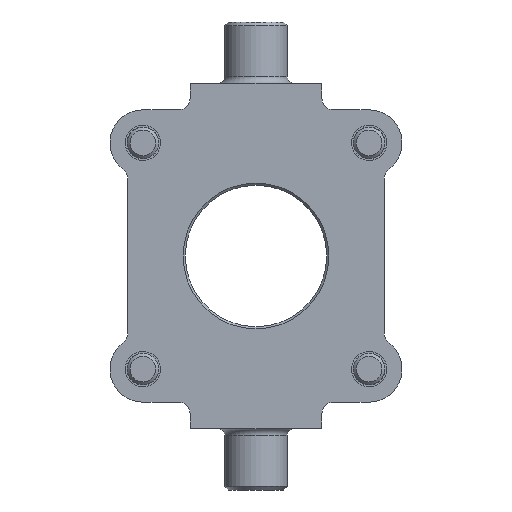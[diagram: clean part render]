
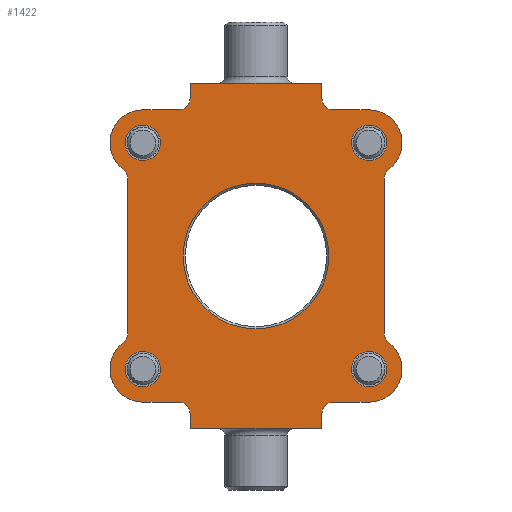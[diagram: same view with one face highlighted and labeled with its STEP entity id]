
A CAD part, front view. The second image highlights one B-rep face of the part: STEP entity #1422.
In plain terms, the highlighted planar face has unit normal (0, -1, 0).
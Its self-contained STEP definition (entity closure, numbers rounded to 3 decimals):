
#82=PLANE('',#1584);
#118=CIRCLE('',#1532,3.72);
#120=CIRCLE('',#1536,10.5);
#122=CIRCLE('',#1539,4.65);
#124=CIRCLE('',#1543,4.65);
#126=CIRCLE('',#1546,10.5);
#128=CIRCLE('',#1550,3.72);
#132=CIRCLE('',#1558,3.72);
#133=CIRCLE('',#1561,10.5);
#134=CIRCLE('',#1563,4.65);
#135=CIRCLE('',#1566,4.65);
#136=CIRCLE('',#1568,10.5);
#137=CIRCLE('',#1571,5.65);
#139=CIRCLE('',#1574,5.65);
#140=CIRCLE('',#1576,5.65);
#142=CIRCLE('',#1579,5.65);
#143=CIRCLE('',#1581,3.72);
#145=CIRCLE('',#1585,23.2);
#383=ORIENTED_EDGE('',*,*,#709,.F.);
#384=ORIENTED_EDGE('',*,*,#706,.T.);
#385=ORIENTED_EDGE('',*,*,#704,.T.);
#386=ORIENTED_EDGE('',*,*,#703,.T.);
#387=ORIENTED_EDGE('',*,*,#701,.T.);
#388=ORIENTED_EDGE('',*,*,#635,.F.);
#389=ORIENTED_EDGE('',*,*,#710,.F.);
#390=ORIENTED_EDGE('',*,*,#629,.F.);
#391=ORIENTED_EDGE('',*,*,#707,.T.);
#392=ORIENTED_EDGE('',*,*,#699,.F.);
#393=ORIENTED_EDGE('',*,*,#697,.F.);
#394=ORIENTED_EDGE('',*,*,#695,.T.);
#395=ORIENTED_EDGE('',*,*,#693,.F.);
#396=ORIENTED_EDGE('',*,*,#691,.T.);
#397=ORIENTED_EDGE('',*,*,#689,.F.);
#398=ORIENTED_EDGE('',*,*,#687,.F.);
#399=ORIENTED_EDGE('',*,*,#685,.T.);
#400=ORIENTED_EDGE('',*,*,#684,.F.);
#401=ORIENTED_EDGE('',*,*,#711,.F.);
#402=ORIENTED_EDGE('',*,*,#675,.F.);
#403=ORIENTED_EDGE('',*,*,#712,.F.);
#404=ORIENTED_EDGE('',*,*,#671,.F.);
#405=ORIENTED_EDGE('',*,*,#668,.T.);
#406=ORIENTED_EDGE('',*,*,#665,.F.);
#407=ORIENTED_EDGE('',*,*,#662,.F.);
#408=ORIENTED_EDGE('',*,*,#659,.T.);
#409=ORIENTED_EDGE('',*,*,#656,.F.);
#410=ORIENTED_EDGE('',*,*,#653,.T.);
#411=ORIENTED_EDGE('',*,*,#650,.F.);
#412=ORIENTED_EDGE('',*,*,#647,.F.);
#413=ORIENTED_EDGE('',*,*,#644,.T.);
#414=ORIENTED_EDGE('',*,*,#643,.F.);
#415=ORIENTED_EDGE('',*,*,#713,.F.);
#629=EDGE_CURVE('',#819,#820,#929,.T.);
#635=EDGE_CURVE('',#822,#823,#934,.T.);
#643=EDGE_CURVE('',#829,#826,#941,.T.);
#644=EDGE_CURVE('',#830,#826,#118,.T.);
#647=EDGE_CURVE('',#830,#832,#943,.T.);
#650=EDGE_CURVE('',#832,#834,#120,.T.);
#653=EDGE_CURVE('',#836,#834,#122,.T.);
#656=EDGE_CURVE('',#836,#838,#948,.T.);
#659=EDGE_CURVE('',#840,#838,#124,.T.);
#662=EDGE_CURVE('',#840,#842,#126,.T.);
#665=EDGE_CURVE('',#842,#844,#953,.T.);
#668=EDGE_CURVE('',#846,#844,#128,.T.);
#671=EDGE_CURVE('',#846,#847,#957,.T.);
#675=EDGE_CURVE('',#849,#850,#960,.T.);
#684=EDGE_CURVE('',#856,#853,#968,.T.);
#685=EDGE_CURVE('',#857,#853,#132,.T.);
#687=EDGE_CURVE('',#857,#858,#970,.T.);
#689=EDGE_CURVE('',#858,#859,#133,.T.);
#691=EDGE_CURVE('',#860,#859,#134,.T.);
#693=EDGE_CURVE('',#860,#861,#974,.T.);
#695=EDGE_CURVE('',#862,#861,#135,.T.);
#697=EDGE_CURVE('',#862,#863,#136,.T.);
#699=EDGE_CURVE('',#863,#864,#978,.T.);
#701=EDGE_CURVE('',#865,#865,#137,.T.);
#703=EDGE_CURVE('',#867,#867,#139,.T.);
#704=EDGE_CURVE('',#868,#868,#140,.T.);
#706=EDGE_CURVE('',#870,#870,#142,.T.);
#707=EDGE_CURVE('',#819,#864,#143,.T.);
#709=EDGE_CURVE('',#871,#871,#145,.T.);
#710=EDGE_CURVE('',#820,#822,#980,.T.);
#711=EDGE_CURVE('',#850,#856,#981,.T.);
#712=EDGE_CURVE('',#847,#849,#982,.T.);
#713=EDGE_CURVE('',#823,#829,#983,.T.);
#819=VERTEX_POINT('',#2268);
#820=VERTEX_POINT('',#2269);
#822=VERTEX_POINT('',#2277);
#823=VERTEX_POINT('',#2279);
#826=VERTEX_POINT('',#2287);
#829=VERTEX_POINT('',#2293);
#830=VERTEX_POINT('',#2297);
#832=VERTEX_POINT('',#2303);
#834=VERTEX_POINT('',#2309);
#836=VERTEX_POINT('',#2315);
#838=VERTEX_POINT('',#2321);
#840=VERTEX_POINT('',#2327);
#842=VERTEX_POINT('',#2333);
#844=VERTEX_POINT('',#2339);
#846=VERTEX_POINT('',#2345);
#847=VERTEX_POINT('',#2350);
#849=VERTEX_POINT('',#2357);
#850=VERTEX_POINT('',#2358);
#853=VERTEX_POINT('',#2367);
#856=VERTEX_POINT('',#2373);
#857=VERTEX_POINT('',#2377);
#858=VERTEX_POINT('',#2381);
#859=VERTEX_POINT('',#2385);
#860=VERTEX_POINT('',#2389);
#861=VERTEX_POINT('',#2393);
#862=VERTEX_POINT('',#2397);
#863=VERTEX_POINT('',#2401);
#864=VERTEX_POINT('',#2405);
#865=VERTEX_POINT('',#2409);
#867=VERTEX_POINT('',#2414);
#868=VERTEX_POINT('',#2417);
#870=VERTEX_POINT('',#2422);
#871=VERTEX_POINT('',#2429);
#929=LINE('',#2267,#1019);
#934=LINE('',#2278,#1024);
#941=LINE('',#2294,#1031);
#943=LINE('',#2302,#1033);
#948=LINE('',#2320,#1038);
#953=LINE('',#2338,#1043);
#957=LINE('',#2349,#1047);
#960=LINE('',#2356,#1050);
#968=LINE('',#2374,#1058);
#970=LINE('',#2380,#1060);
#974=LINE('',#2392,#1064);
#978=LINE('',#2404,#1068);
#980=LINE('',#2430,#1070);
#981=LINE('',#2431,#1071);
#982=LINE('',#2432,#1072);
#983=LINE('',#2433,#1073);
#1019=VECTOR('',#1747,1000.);
#1024=VECTOR('',#1756,1000.);
#1031=VECTOR('',#1767,1000.);
#1033=VECTOR('',#1777,1000.);
#1038=VECTOR('',#1796,1000.);
#1043=VECTOR('',#1815,1000.);
#1047=VECTOR('',#1827,1000.);
#1050=VECTOR('',#1834,1000.);
#1058=VECTOR('',#1846,1000.);
#1060=VECTOR('',#1854,1000.);
#1064=VECTOR('',#1868,1000.);
#1068=VECTOR('',#1882,1000.);
#1070=VECTOR('',#1916,1000.);
#1071=VECTOR('',#1917,1000.);
#1072=VECTOR('',#1918,1000.);
#1073=VECTOR('',#1919,1000.);
#1140=EDGE_LOOP('',(#383));
#1141=EDGE_LOOP('',(#384));
#1142=EDGE_LOOP('',(#385));
#1143=EDGE_LOOP('',(#386));
#1144=EDGE_LOOP('',(#387));
#1145=EDGE_LOOP('',(#388,#389,#390,#391,#392,#393,#394,#395,#396,#397,#398,
#399,#400,#401,#402,#403,#404,#405,#406,#407,#408,#409,#410,#411,#412,#413,
#414,#415));
#1270=FACE_BOUND('',#1140,.T.);
#1271=FACE_BOUND('',#1141,.T.);
#1272=FACE_BOUND('',#1142,.T.);
#1273=FACE_BOUND('',#1143,.T.);
#1274=FACE_BOUND('',#1144,.T.);
#1275=FACE_BOUND('',#1145,.T.);
#1422=ADVANCED_FACE('',(#1270,#1271,#1272,#1273,#1274,#1275),#82,.F.);
#1532=AXIS2_PLACEMENT_3D('',#2296,#1770,#1771);
#1536=AXIS2_PLACEMENT_3D('',#2308,#1782,#1783);
#1539=AXIS2_PLACEMENT_3D('',#2314,#1789,#1790);
#1543=AXIS2_PLACEMENT_3D('',#2326,#1801,#1802);
#1546=AXIS2_PLACEMENT_3D('',#2332,#1808,#1809);
#1550=AXIS2_PLACEMENT_3D('',#2344,#1820,#1821);
#1558=AXIS2_PLACEMENT_3D('',#2376,#1849,#1850);
#1561=AXIS2_PLACEMENT_3D('',#2384,#1858,#1859);
#1563=AXIS2_PLACEMENT_3D('',#2388,#1863,#1864);
#1566=AXIS2_PLACEMENT_3D('',#2396,#1872,#1873);
#1568=AXIS2_PLACEMENT_3D('',#2400,#1877,#1878);
#1571=AXIS2_PLACEMENT_3D('',#2408,#1886,#1887);
#1574=AXIS2_PLACEMENT_3D('',#2413,#1892,#1893);
#1576=AXIS2_PLACEMENT_3D('',#2416,#1896,#1897);
#1579=AXIS2_PLACEMENT_3D('',#2421,#1902,#1903);
#1581=AXIS2_PLACEMENT_3D('',#2424,#1906,#1907);
#1584=AXIS2_PLACEMENT_3D('',#2427,#1912,#1913);
#1585=AXIS2_PLACEMENT_3D('',#2428,#1914,#1915);
#1747=DIRECTION('',(-1.,0.,0.));
#1756=DIRECTION('',(0.,0.,1.));
#1767=DIRECTION('',(1.,0.,0.));
#1770=DIRECTION('',(0.,1.,0.));
#1771=DIRECTION('',(1.,0.,0.));
#1777=DIRECTION('',(0.,0.,1.));
#1782=DIRECTION('',(0.,1.,0.));
#1783=DIRECTION('',(1.,0.,0.));
#1789=DIRECTION('',(0.,1.,0.));
#1790=DIRECTION('',(1.,0.,0.));
#1796=DIRECTION('',(1.,0.,0.));
#1801=DIRECTION('',(0.,1.,0.));
#1802=DIRECTION('',(1.,0.,0.));
#1808=DIRECTION('',(0.,1.,0.));
#1809=DIRECTION('',(1.,0.,0.));
#1815=DIRECTION('',(0.,0.,-1.));
#1820=DIRECTION('',(0.,1.,0.));
#1821=DIRECTION('',(1.,0.,0.));
#1827=DIRECTION('',(1.,0.,0.));
#1834=DIRECTION('',(0.,0.,-1.));
#1846=DIRECTION('',(-1.,0.,0.));
#1849=DIRECTION('',(0.,1.,0.));
#1850=DIRECTION('',(1.,0.,0.));
#1854=DIRECTION('',(0.,0.,-1.));
#1858=DIRECTION('',(0.,1.,0.));
#1859=DIRECTION('',(1.,0.,0.));
#1863=DIRECTION('',(0.,1.,0.));
#1864=DIRECTION('',(1.,0.,0.));
#1868=DIRECTION('',(-1.,0.,0.));
#1872=DIRECTION('',(0.,1.,0.));
#1873=DIRECTION('',(1.,0.,0.));
#1877=DIRECTION('',(0.,1.,0.));
#1878=DIRECTION('',(1.,0.,0.));
#1882=DIRECTION('',(0.,0.,1.));
#1886=DIRECTION('',(0.,1.,0.));
#1887=DIRECTION('',(1.,0.,0.));
#1892=DIRECTION('',(0.,1.,0.));
#1893=DIRECTION('',(1.,0.,0.));
#1896=DIRECTION('',(0.,1.,0.));
#1897=DIRECTION('',(1.,0.,0.));
#1902=DIRECTION('',(0.,1.,0.));
#1903=DIRECTION('',(1.,0.,0.));
#1906=DIRECTION('',(0.,1.,0.));
#1907=DIRECTION('',(1.,0.,0.));
#1912=DIRECTION('',(0.,1.,0.));
#1913=DIRECTION('',(0.,0.,1.));
#1914=DIRECTION('',(0.,-1.,0.));
#1915=DIRECTION('',(0.,0.,-1.));
#1916=DIRECTION('',(-0.707,0.,0.707));
#1917=DIRECTION('',(-0.707,0.,-0.707));
#1918=DIRECTION('',(0.707,0.,-0.707));
#1919=DIRECTION('',(0.707,0.,0.707));
#2267=CARTESIAN_POINT('',(-50.22,0.,-21.));
#2268=CARTESIAN_POINT('',(-50.22,0.,-21.));
#2269=CARTESIAN_POINT('',(-54.8,0.,-21.));
#2277=CARTESIAN_POINT('',(-55.,0.,-20.8));
#2278=CARTESIAN_POINT('',(-55.,0.,-21.));
#2279=CARTESIAN_POINT('',(-55.,0.,20.8));
#2287=CARTESIAN_POINT('',(-50.22,0.,21.));
#2293=CARTESIAN_POINT('',(-54.8,0.,21.));
#2294=CARTESIAN_POINT('',(-55.,0.,21.));
#2296=CARTESIAN_POINT('',(-50.22,0.,24.72));
#2297=CARTESIAN_POINT('',(-46.5,0.,24.72));
#2302=CARTESIAN_POINT('',(-46.5,0.,24.72));
#2303=CARTESIAN_POINT('',(-46.5,0.,36.));
#2308=CARTESIAN_POINT('',(-36.,0.,36.));
#2309=CARTESIAN_POINT('',(-27.766,0.,42.515));
#2314=CARTESIAN_POINT('',(-24.119,0.,45.4));
#2315=CARTESIAN_POINT('',(-24.119,0.,40.75));
#2320=CARTESIAN_POINT('',(-24.119,0.,40.75));
#2321=CARTESIAN_POINT('',(24.119,0.,40.75));
#2326=CARTESIAN_POINT('',(24.119,0.,45.4));
#2327=CARTESIAN_POINT('',(27.766,0.,42.515));
#2332=CARTESIAN_POINT('',(36.,0.,36.));
#2333=CARTESIAN_POINT('',(46.5,0.,36.));
#2338=CARTESIAN_POINT('',(46.5,0.,36.));
#2339=CARTESIAN_POINT('',(46.5,0.,24.72));
#2344=CARTESIAN_POINT('',(50.22,0.,24.72));
#2345=CARTESIAN_POINT('',(50.22,0.,21.));
#2349=CARTESIAN_POINT('',(50.22,0.,21.));
#2350=CARTESIAN_POINT('',(54.8,0.,21.));
#2356=CARTESIAN_POINT('',(55.,0.,21.));
#2357=CARTESIAN_POINT('',(55.,0.,20.8));
#2358=CARTESIAN_POINT('',(55.,0.,-20.8));
#2367=CARTESIAN_POINT('',(50.22,0.,-21.));
#2373=CARTESIAN_POINT('',(54.8,0.,-21.));
#2374=CARTESIAN_POINT('',(55.,0.,-21.));
#2376=CARTESIAN_POINT('',(50.22,0.,-24.72));
#2377=CARTESIAN_POINT('',(46.5,0.,-24.72));
#2380=CARTESIAN_POINT('',(46.5,0.,-24.72));
#2381=CARTESIAN_POINT('',(46.5,0.,-36.));
#2384=CARTESIAN_POINT('',(36.,0.,-36.));
#2385=CARTESIAN_POINT('',(27.766,0.,-42.515));
#2388=CARTESIAN_POINT('',(24.119,0.,-45.4));
#2389=CARTESIAN_POINT('',(24.119,0.,-40.75));
#2392=CARTESIAN_POINT('',(24.119,0.,-40.75));
#2393=CARTESIAN_POINT('',(-24.119,0.,-40.75));
#2396=CARTESIAN_POINT('',(-24.119,0.,-45.4));
#2397=CARTESIAN_POINT('',(-27.766,0.,-42.515));
#2400=CARTESIAN_POINT('',(-36.,0.,-36.));
#2401=CARTESIAN_POINT('',(-46.5,0.,-36.));
#2404=CARTESIAN_POINT('',(-46.5,0.,-36.));
#2405=CARTESIAN_POINT('',(-46.5,0.,-24.72));
#2408=CARTESIAN_POINT('',(36.,0.,-36.));
#2409=CARTESIAN_POINT('',(41.65,0.,-36.));
#2413=CARTESIAN_POINT('',(36.,0.,36.));
#2414=CARTESIAN_POINT('',(41.65,0.,36.));
#2416=CARTESIAN_POINT('',(-36.,0.,-36.));
#2417=CARTESIAN_POINT('',(-30.35,0.,-36.));
#2421=CARTESIAN_POINT('',(-36.,0.,36.));
#2422=CARTESIAN_POINT('',(-30.35,0.,36.));
#2424=CARTESIAN_POINT('',(-50.22,0.,-24.72));
#2427=CARTESIAN_POINT('',(-50.22,0.,24.72));
#2428=CARTESIAN_POINT('',(0.,0.,0.));
#2429=CARTESIAN_POINT('',(0.,0.,-23.2));
#2430=CARTESIAN_POINT('',(-54.8,0.,-21.));
#2431=CARTESIAN_POINT('',(55.,0.,-20.8));
#2432=CARTESIAN_POINT('',(54.8,0.,21.));
#2433=CARTESIAN_POINT('',(-55.,0.,20.8));
